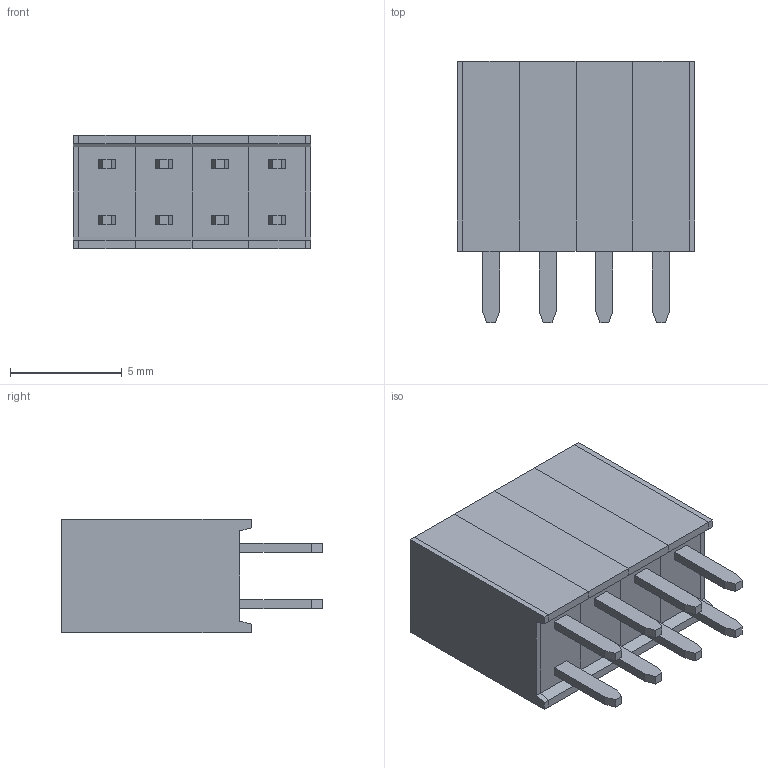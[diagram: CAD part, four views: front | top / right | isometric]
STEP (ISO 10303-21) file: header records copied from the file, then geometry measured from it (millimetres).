
FILE_DESCRIPTION (( 'STEP AP214' ), '1' );
FILE_NAME ('NPTC042LFBN-RC.STEP', '2024-10-30T11:32:35', ( '' ), ( '' ), 'SwSTEP 2.0', 'SolidWorks 2021', '' );
FILE_SCHEMA (( 'AUTOMOTIVE_DESIGN' ));
Length unit declared in the file: millimetre
Products named in the file (3): Pin - Tin; NPTC042LFBN-RC; NPPC202LFBN-RC_C04
Assembly tree (5 placements, depth 2):
  NPTC042LFBN-RC
    NPPC202LFBN-RC_C04
    Pin - Tin  x4
Bounding box: 10.67 x 11.71 x 5.08 mm (x, y, z)
Volume: 438.1 mm3; surface area: 890.5 mm2
Topology: 14 solids, 14 shells, 196 faces, 448 edges, 288 vertices
Faces by surface type: plane 196
Entity records: 4236 total; most frequent: CARTESIAN_POINT 712, ORIENTED_EDGE 680, DIRECTION 652, EDGE_CURVE 340, LINE 340, VECTOR 340, VERTEX_POINT 216, EDGE_LOOP 156
